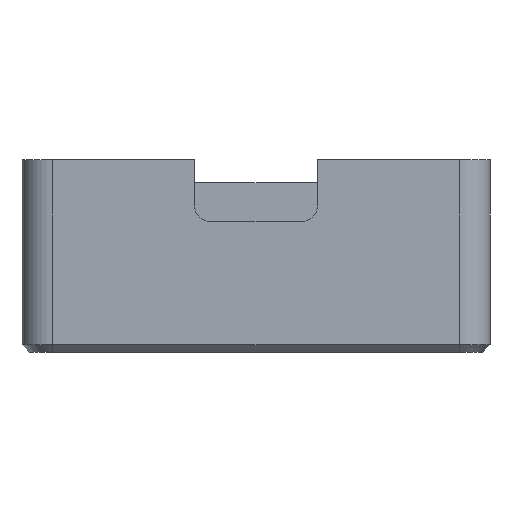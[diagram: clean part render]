
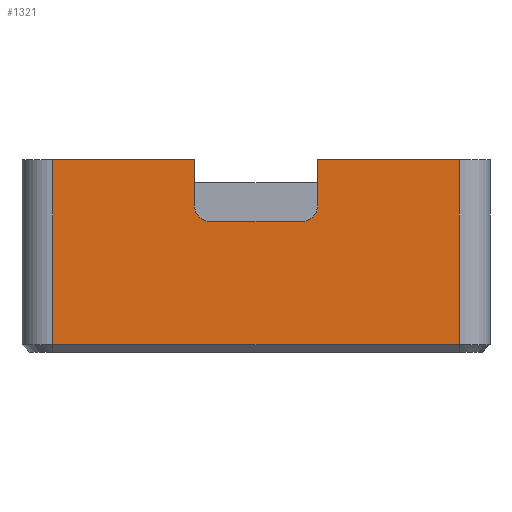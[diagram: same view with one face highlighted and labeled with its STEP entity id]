
A CAD part, front view. The second image highlights one B-rep face of the part: STEP entity #1321.
In plain terms, the highlighted planar face has unit normal (0, -1, 0).
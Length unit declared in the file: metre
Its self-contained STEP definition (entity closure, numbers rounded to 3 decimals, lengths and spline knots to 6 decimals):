
#36=LINE('',#2017,#162);
#92=LINE('',#2186,#218);
#93=LINE('',#2189,#219);
#94=LINE('',#2191,#220);
#95=LINE('',#2192,#221);
#96=LINE('',#2196,#222);
#97=LINE('',#2200,#223);
#98=LINE('',#2202,#224);
#162=VECTOR('',#1596,1.);
#218=VECTOR('',#1736,1.);
#219=VECTOR('',#1737,1.);
#220=VECTOR('',#1738,1.);
#221=VECTOR('',#1739,1.);
#222=VECTOR('',#1742,1.);
#223=VECTOR('',#1745,1.);
#224=VECTOR('',#1746,1.);
#288=PLANE('',#1457);
#447=ORIENTED_EDGE('',*,*,#807,.T.);
#448=ORIENTED_EDGE('',*,*,#808,.T.);
#449=ORIENTED_EDGE('',*,*,#809,.T.);
#450=ORIENTED_EDGE('',*,*,#723,.F.);
#451=ORIENTED_EDGE('',*,*,#810,.F.);
#452=ORIENTED_EDGE('',*,*,#811,.T.);
#453=ORIENTED_EDGE('',*,*,#812,.F.);
#454=ORIENTED_EDGE('',*,*,#813,.T.);
#455=ORIENTED_EDGE('',*,*,#814,.T.);
#456=ORIENTED_EDGE('',*,*,#815,.F.);
#723=EDGE_CURVE('',#911,#912,#36,.T.);
#807=EDGE_CURVE('',#983,#984,#92,.T.);
#808=EDGE_CURVE('',#984,#985,#93,.T.);
#809=EDGE_CURVE('',#985,#912,#94,.F.);
#810=EDGE_CURVE('',#986,#911,#95,.T.);
#811=EDGE_CURVE('',#986,#987,#1055,.T.);
#812=EDGE_CURVE('',#988,#987,#96,.T.);
#813=EDGE_CURVE('',#988,#989,#1056,.T.);
#814=EDGE_CURVE('',#989,#990,#97,.T.);
#815=EDGE_CURVE('',#983,#990,#98,.T.);
#911=VERTEX_POINT('',#2016);
#912=VERTEX_POINT('',#2018);
#983=VERTEX_POINT('',#2187);
#984=VERTEX_POINT('',#2188);
#985=VERTEX_POINT('',#2190);
#986=VERTEX_POINT('',#2193);
#987=VERTEX_POINT('',#2195);
#988=VERTEX_POINT('',#2197);
#989=VERTEX_POINT('',#2199);
#990=VERTEX_POINT('',#2201);
#1055=CIRCLE('',#1458,0.001);
#1056=CIRCLE('',#1459,0.001);
#1106=EDGE_LOOP('',(#447,#448,#449,#450,#451,#452,#453,#454,#455,#456));
#1204=FACE_BOUND('',#1106,.T.);
#1321=ADVANCED_FACE('',(#1204),#288,.F.);
#1457=AXIS2_PLACEMENT_3D('',#2185,#1734,#1735);
#1458=AXIS2_PLACEMENT_3D('',#2194,#1740,#1741);
#1459=AXIS2_PLACEMENT_3D('',#2198,#1743,#1744);
#1596=DIRECTION('',(1.,0.,0.));
#1734=DIRECTION('',(0.,1.,0.));
#1735=DIRECTION('',(0.,0.,1.));
#1736=DIRECTION('',(0.,0.,-1.));
#1737=DIRECTION('',(1.,0.,0.));
#1738=DIRECTION('',(0.,0.,-1.));
#1739=DIRECTION('',(0.,0.,1.));
#1740=DIRECTION('',(0.,1.,0.));
#1741=DIRECTION('',(0.,0.,1.));
#1742=DIRECTION('',(1.,0.,0.));
#1743=DIRECTION('',(0.,1.,0.));
#1744=DIRECTION('',(0.,0.,1.));
#1745=DIRECTION('',(0.,0.,1.));
#1746=DIRECTION('',(1.,0.,0.));
#2016=CARTESIAN_POINT('',(0.004,-0.0359,0.0125));
#2017=CARTESIAN_POINT('',(0.,-0.0359,0.0125));
#2018=CARTESIAN_POINT('',(0.0132,-0.0359,0.0125));
#2185=CARTESIAN_POINT('',(0.,-0.0359,0.0125));
#2186=CARTESIAN_POINT('',(-0.0132,-0.0359,0.));
#2187=CARTESIAN_POINT('',(-0.0132,-0.0359,0.0125));
#2188=CARTESIAN_POINT('',(-0.0132,-0.0359,0.0005));
#2189=CARTESIAN_POINT('',(0.,-0.0359,0.0005));
#2190=CARTESIAN_POINT('',(0.0132,-0.0359,0.0005));
#2191=CARTESIAN_POINT('',(0.0132,-0.0359,0.0125));
#2192=CARTESIAN_POINT('',(0.004,-0.0359,0.0125));
#2193=CARTESIAN_POINT('',(0.004,-0.0359,0.0095));
#2194=CARTESIAN_POINT('',(0.003,-0.0359,0.0095));
#2195=CARTESIAN_POINT('',(0.003,-0.0359,0.0085));
#2196=CARTESIAN_POINT('',(0.,-0.0359,0.0085));
#2197=CARTESIAN_POINT('',(-0.003,-0.0359,0.0085));
#2198=CARTESIAN_POINT('',(-0.003,-0.0359,0.0095));
#2199=CARTESIAN_POINT('',(-0.004,-0.0359,0.0095));
#2200=CARTESIAN_POINT('',(-0.004,-0.0359,0.0125));
#2201=CARTESIAN_POINT('',(-0.004,-0.0359,0.0125));
#2202=CARTESIAN_POINT('',(0.,-0.0359,0.0125));
